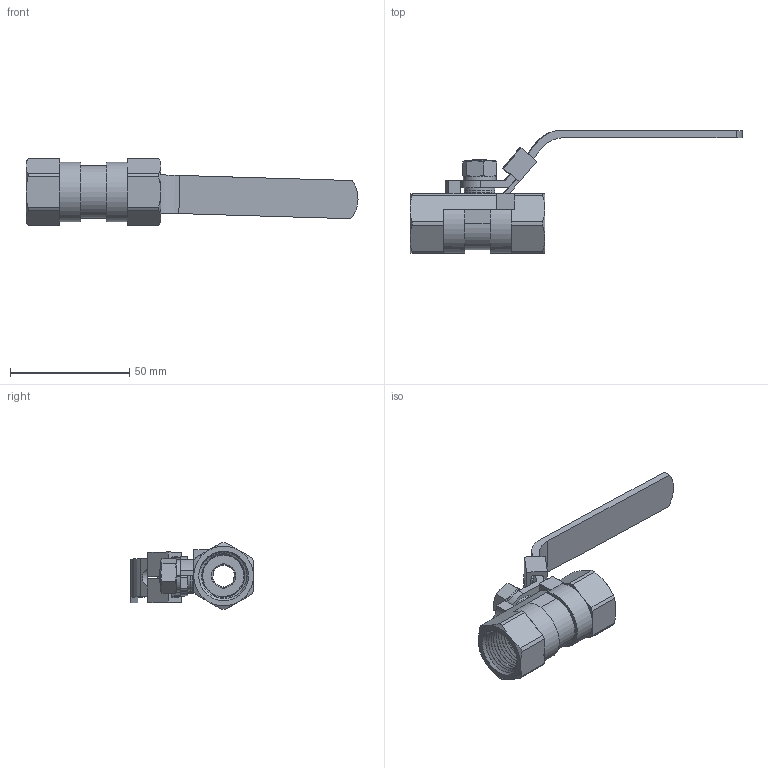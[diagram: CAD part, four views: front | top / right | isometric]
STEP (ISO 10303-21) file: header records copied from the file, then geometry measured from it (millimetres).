
FILE_DESCRIPTION(/* description */ ('Unknown'),/* implementation_level */ '2;1');
FILE_NAME(/* name */ 'R-590 DN15',/* time_stamp */ '2020-09-14T17:22:25+08:00',/* author */ ('Unknown'),/* organization */ ('Unknown'),/* preprocessor_version */ 'ST-DEVELOPER v16.7',/* originating_system */ 'DEX',/* authorisation */ $);
FILE_SCHEMA (('AUTOMOTIVE_DESIGN {1 0 10303 214 3 1 1}'));
Length unit declared in the file: millimetre
Products named in the file (2): R-590 DN15; DN15
Assembly tree (1 placements, depth 2):
  R-590 DN15
    DN15
Bounding box: 139.15 x 51.5 x 28 mm (x, y, z)
Volume: 26854.9 mm3; surface area: 20365.7 mm2
Topology: 10 solids, 10 shells, 260 faces, 793 edges, 554 vertices
Faces by surface type: plane 109, cylinder 67, cone 46, bspline 38
Full cylindrical faces by diameter (mm): 8 x2, 8.1 x2, 8.2 x1, 9.2 x1, 12.5 x1, 12.8 x2, 13 x1, 17.5 x1
Entity records: 20350 total; most frequent: CARTESIAN_POINT 13866, ORIENTED_EDGE 1554, DIRECTION 1084, EDGE_CURVE 777, VERTEX_POINT 552, AXIS2_PLACEMENT_3D 409, EDGE_LOOP 289, FACE_BOUND 289
